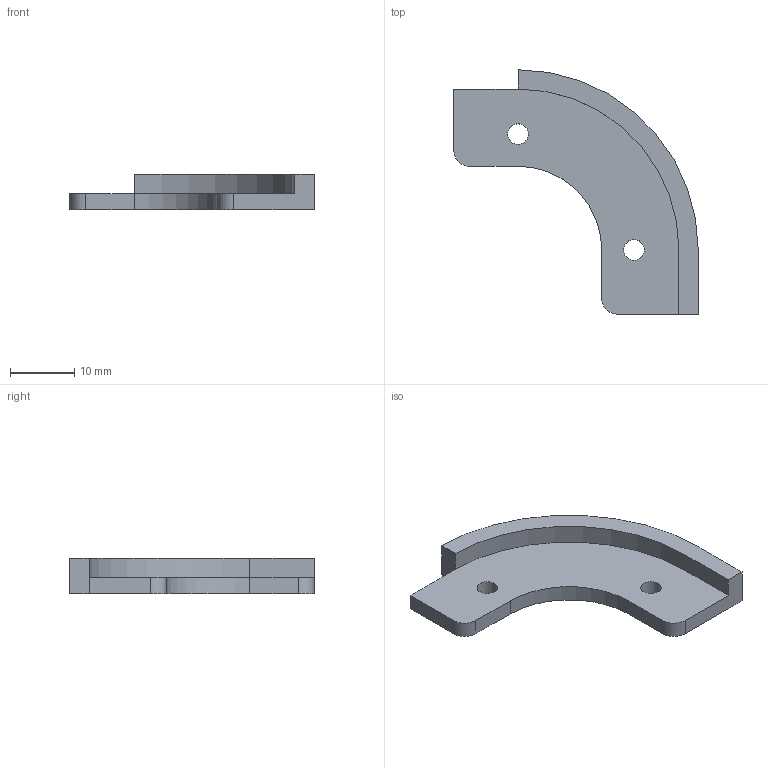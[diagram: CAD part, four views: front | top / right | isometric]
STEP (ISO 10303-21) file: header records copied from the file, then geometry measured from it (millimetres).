
FILE_DESCRIPTION(/* description */ (''),/* implementation_level */ '2;1');
FILE_NAME(/* name */ 'Front Right Bottom Bracket.step',/* time_stamp */ '2018-06-29T13:54:10+02:00',/* author */ ('boelle'),/* organization */ (''),/* preprocessor_version */ 'ST-DEVELOPER v17',/* originating_system */ 'Autodesk Translation Framework v7.1.0.215',/* authorisation */ '');
FILE_SCHEMA (('AUTOMOTIVE_DESIGN { 1 0 10303 214 3 1 1 }'));
Length unit declared in the file: millimetre
Products named in the file (2): Front Right Bottom Bracket; Component1
Assembly tree (1 placements, depth 2):
  Front Right Bottom Bracket
    Component1
Bounding box: 38 x 38 x 5.5 mm (x, y, z)
Volume: 2300.3 mm3; surface area: 2177.2 mm2
Topology: 1 solids, 1 shells, 18 faces, 47 edges, 31 vertices
Faces by surface type: plane 11, cylinder 7
Full cylindrical faces by diameter (mm): 3.2 x2
Entity records: 625 total; most frequent: DIRECTION 103, CARTESIAN_POINT 99, ORIENTED_EDGE 94, EDGE_CURVE 47, AXIS2_PLACEMENT_3D 35, LINE 33, VECTOR 33, VERTEX_POINT 31
